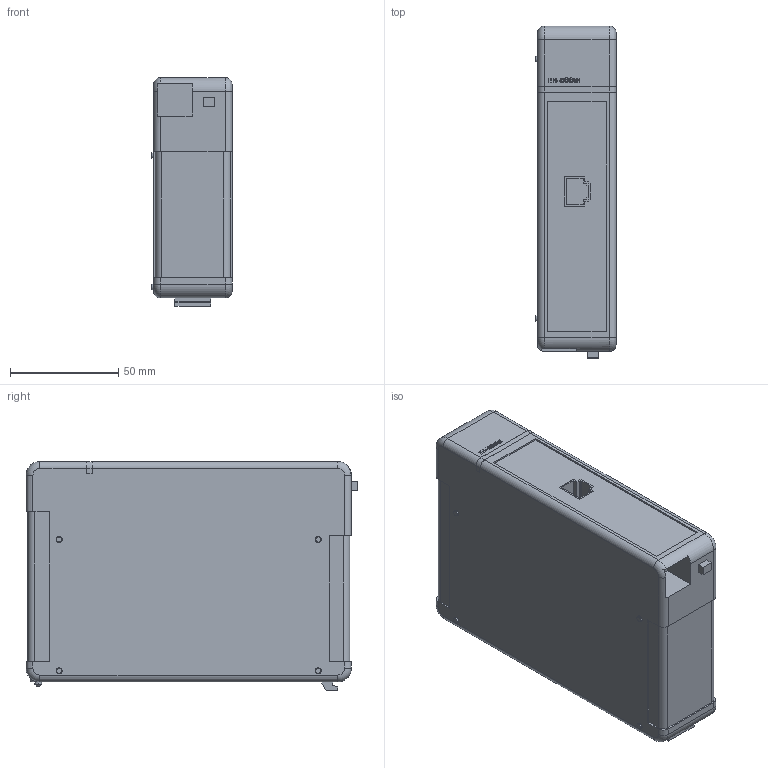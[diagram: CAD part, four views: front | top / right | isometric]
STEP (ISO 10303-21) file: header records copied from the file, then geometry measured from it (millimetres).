
FILE_DESCRIPTION (( 'STEP AP214' ), '1' );
FILE_NAME ('H4-ECOM.step', '2014-09-23T18:08:48', ( '' ), ( '' ), 'SwSTEP 2.0', 'SolidWorks 2014', '' );
FILE_SCHEMA (( 'AUTOMOTIVE_DESIGN' ));
Length unit declared in the file: inch
Products named in the file (1): H4-ECOM
Bounding box: 36.96 x 153.03 x 105.56 mm (x, y, z)
Volume: 525810.8 mm3; surface area: 52428.3 mm2
Topology: 2 solids, 2 shells, 261 faces, 677 edges, 445 vertices
Faces by surface type: plane 185, cylinder 34, bspline 22, torus 10, cone 10
Entity records: 12167 total; most frequent: CARTESIAN_POINT 2808, ORIENTED_EDGE 1354, DIRECTION 1207, EDGE_CURVE 677, LINE 531, VECTOR 531, VERTEX_POINT 445, AXIS2_PLACEMENT_3D 338
